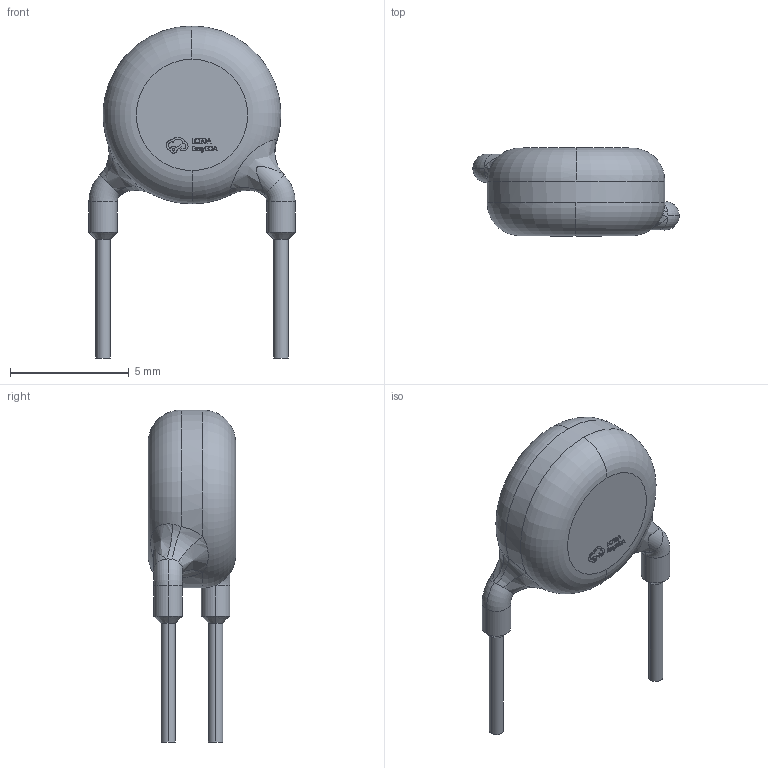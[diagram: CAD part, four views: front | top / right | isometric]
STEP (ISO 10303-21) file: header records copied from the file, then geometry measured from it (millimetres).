
FILE_DESCRIPTION (( 'STEP AP214' ), '1' );
FILE_NAME ('CAP-TH-Y2-L75x37x105-P75-D6-1.STEP', '2025-10-11T10:18:02', ( '' ), ( '' ), 'SwSTEP 2.0', 'SolidWorks 2020', '' );
FILE_SCHEMA (( 'AUTOMOTIVE_DESIGN' ));
Length unit declared in the file: millimetre
Products named in the file (2): CAP-TH-Y2-L75x37x105-P75-D6-1; CAP-TH_L7.5-W3.7-P7.50-D0.6-S2.0~CAP-TH_L7.5-W3.7-P7.50-D0.6-S2.0~FSZu^C1~CAP-TH_L7.5-W3.7-P7.50-D0.6-S2.0~CAP-TH_L7.5-W3.7-P7.50-D0.6-S2.0~FSZu_3D_PCB1_2025-10-11(2)_3D_PCB1_2025-10-11
Assembly tree (1 placements, depth 2):
  CAP-TH-Y2-L75x37x105-P75-D6-1
    CAP-TH_L7.5-W3.7-P7.50-D0.6-S2.0~CAP-TH_L7.5-W3.7-P7.50-D0.6-S2.0~FSZu^C1~CAP-TH_L7.5-W3.7-P7.50-D0.6-S2.0~CAP-TH_L7.5-W3.7-P7.50-D0.6-S2.0~FSZu_3D_PCB1_2025-10-11(2)_3D_PCB1_2025-10-11
Bounding box: 8.7 x 3.71 x 14 mm (x, y, z)
Volume: 157 mm3; surface area: 187.5 mm2
Topology: 1 solids, 1 shells, 265 faces, 706 edges, 462 vertices
Faces by surface type: plane 130, bspline 110, cylinder 13, torus 8, cone 4
Entity records: 9881 total; most frequent: CARTESIAN_POINT 3449, ORIENTED_EDGE 1412, DIRECTION 850, EDGE_CURVE 706, VERTEX_POINT 462, LINE 428, VECTOR 428, EDGE_LOOP 284
